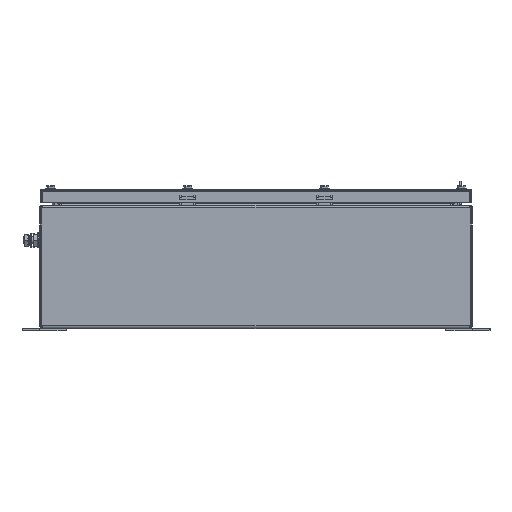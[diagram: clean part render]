
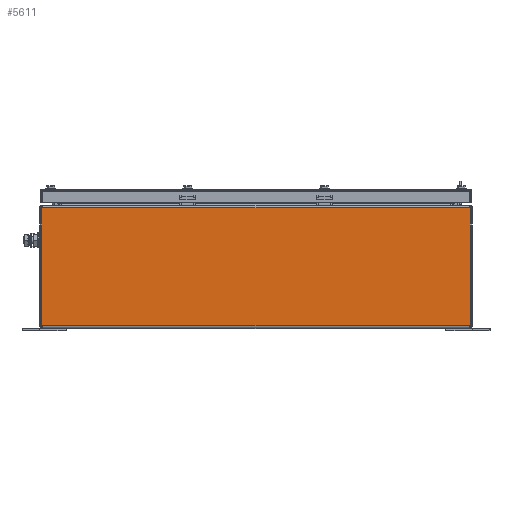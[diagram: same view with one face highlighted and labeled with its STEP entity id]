
A CAD part, front view. The second image highlights one B-rep face of the part: STEP entity #5611.
In plain terms, the highlighted planar face has unit normal (0, -1, 0).
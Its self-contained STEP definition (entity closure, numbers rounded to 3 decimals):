
#5584=AXIS2_PLACEMENT_3D('Plane Axis2P3D',#5581,#5582,#5583) ;
#3439=CARTESIAN_POINT('Vertex',(642.5,0.,176.5)) ;
#3449=CARTESIAN_POINT('Vertex',(28.5,0.,176.5)) ;
#3452=CARTESIAN_POINT('Line Origine',(335.5,0.,176.5)) ;
#5581=CARTESIAN_POINT('Axis2P3D Location',(645.5,0.,180.5)) ;
#5586=CARTESIAN_POINT('Line Origine',(28.5,0.,92.)) ;
#5590=CARTESIAN_POINT('Vertex',(28.5,0.,7.5)) ;
#5593=CARTESIAN_POINT('Line Origine',(335.5,0.,7.5)) ;
#5597=CARTESIAN_POINT('Vertex',(642.5,0.,7.5)) ;
#5600=CARTESIAN_POINT('Line Origine',(642.5,0.,92.)) ;
#3453=DIRECTION('Vector Direction',(1.,0.,0.)) ;
#5582=DIRECTION('Axis2P3D Direction',(0.,1.,0.)) ;
#5583=DIRECTION('Axis2P3D XDirection',(-1.,0.,0.)) ;
#5587=DIRECTION('Vector Direction',(0.,0.,-1.)) ;
#5594=DIRECTION('Vector Direction',(1.,0.,0.)) ;
#5601=DIRECTION('Vector Direction',(0.,0.,1.)) ;
#3454=VECTOR('Line Direction',#3453,1.) ;
#5588=VECTOR('Line Direction',#5587,1.) ;
#5595=VECTOR('Line Direction',#5594,1.) ;
#5602=VECTOR('Line Direction',#5601,1.) ;
#5606=ORIENTED_EDGE('',*,*,#5592,.T.) ;
#5607=ORIENTED_EDGE('',*,*,#5599,.T.) ;
#5608=ORIENTED_EDGE('',*,*,#5604,.T.) ;
#5609=ORIENTED_EDGE('',*,*,#3456,.T.) ;
#5611=ADVANCED_FACE('40797_ASM_GH_KTB_MH_XXXxXXXxXXX_YGP_S3D-1/GH-1-solid1',(#5610),#5585,.F.) ;
#3456=EDGE_CURVE('',#3440,#3450,#3455,.F.) ;
#5592=EDGE_CURVE('',#3450,#5591,#5589,.T.) ;
#5599=EDGE_CURVE('',#5591,#5598,#5596,.T.) ;
#5604=EDGE_CURVE('',#5598,#3440,#5603,.T.) ;
#5605=EDGE_LOOP('',(#5606,#5607,#5608,#5609)) ;
#5610=FACE_OUTER_BOUND('',#5605,.T.) ;
#3455=LINE('Line',#3452,#3454) ;
#5589=LINE('Line',#5586,#5588) ;
#5596=LINE('Line',#5593,#5595) ;
#5603=LINE('Line',#5600,#5602) ;
#5585=PLANE('',#5584) ;
#3440=VERTEX_POINT('',#3439) ;
#3450=VERTEX_POINT('',#3449) ;
#5591=VERTEX_POINT('',#5590) ;
#5598=VERTEX_POINT('',#5597) ;
